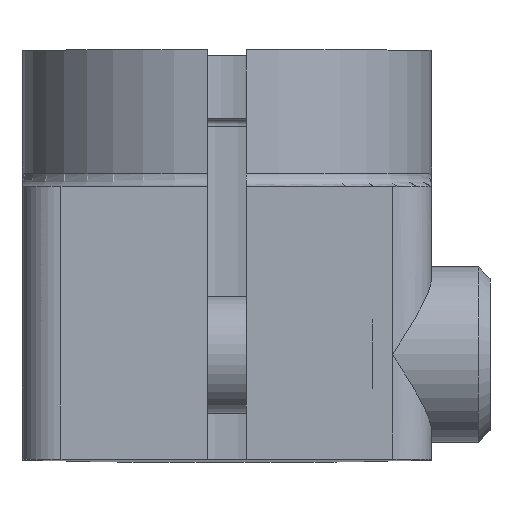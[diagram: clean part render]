
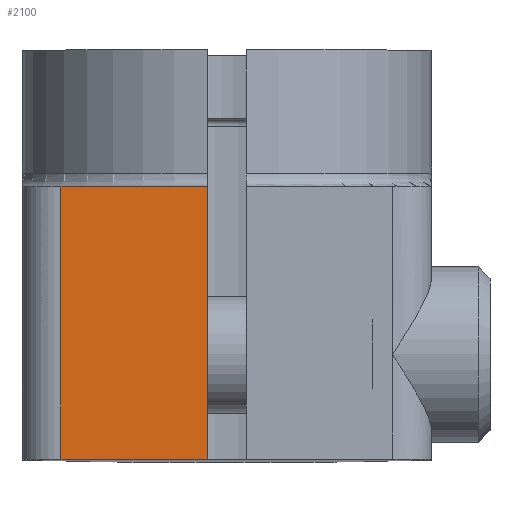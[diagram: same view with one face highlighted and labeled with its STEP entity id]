
A CAD part, top view. The second image highlights one B-rep face of the part: STEP entity #2100.
In plain terms, the highlighted planar face has unit normal (0, 0, 1).
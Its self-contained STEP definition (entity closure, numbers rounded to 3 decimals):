
#181=DIRECTION('',(1.,0.,0.));
#182=VECTOR('',#181,15.);
#183=CARTESIAN_POINT('',(-17.,0.,30.75));
#184=LINE('',#183,#182);
#1049=DIRECTION('',(1.,0.,0.));
#1050=VECTOR('',#1049,15.);
#1051=CARTESIAN_POINT('',(-17.,28.,30.75));
#1052=LINE('',#1051,#1050);
#1056=DIRECTION('',(0.,1.,0.));
#1057=VECTOR('',#1056,28.);
#1058=CARTESIAN_POINT('',(-2.,0.,30.75));
#1059=LINE('',#1058,#1057);
#1063=DIRECTION('',(0.,-1.,0.));
#1064=VECTOR('',#1063,28.);
#1065=CARTESIAN_POINT('',(-17.,28.,30.75));
#1066=LINE('',#1065,#1064);
#1181=CARTESIAN_POINT('',(-17.,0.,30.75));
#1183=VERTEX_POINT('',#1181);
#1205=CARTESIAN_POINT('',(-17.,28.,30.75));
#1206=CARTESIAN_POINT('',(-2.,28.,30.75));
#1207=VERTEX_POINT('',#1205);
#1208=VERTEX_POINT('',#1206);
#1257=CARTESIAN_POINT('',(-2.,0.,30.75));
#1259=VERTEX_POINT('',#1257);
#2088=CARTESIAN_POINT('',(-21.,0.,30.75));
#2089=DIRECTION('',(0.,0.,1.));
#2090=DIRECTION('',(1.,0.,0.));
#2091=AXIS2_PLACEMENT_3D('',#2088,#2089,#2090);
#2092=PLANE('',#2091);
#2093=ORIENTED_EDGE('',*,*,#1510,.T.);
#2094=ORIENTED_EDGE('',*,*,#1475,.F.);
#2095=ORIENTED_EDGE('',*,*,#1364,.F.);
#2097=ORIENTED_EDGE('',*,*,#2096,.F.);
#2098=EDGE_LOOP('',(#2093,#2094,#2095,#2097));
#2099=FACE_OUTER_BOUND('',#2098,.F.);
#2100=ADVANCED_FACE('',(#2099),#2092,.T.);
#1364=EDGE_CURVE('',#1183,#1259,#184,.T.);
#1475=EDGE_CURVE('',#1259,#1208,#1059,.T.);
#1510=EDGE_CURVE('',#1207,#1208,#1052,.T.);
#2096=EDGE_CURVE('',#1207,#1183,#1066,.T.);
